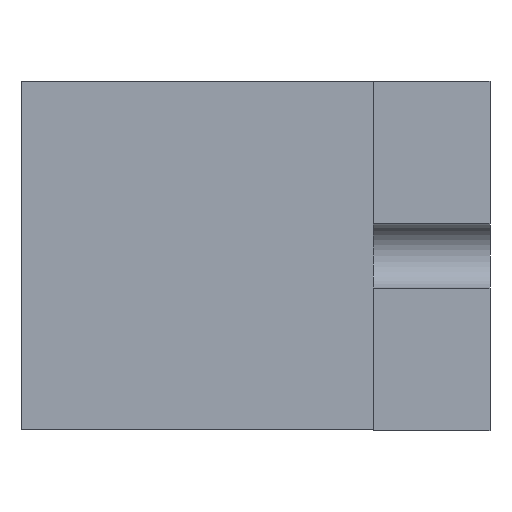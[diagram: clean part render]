
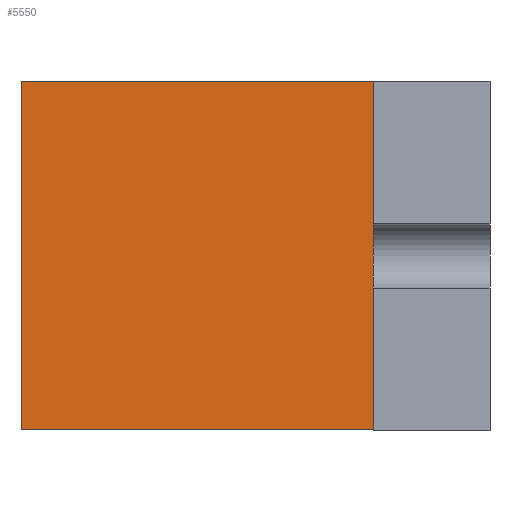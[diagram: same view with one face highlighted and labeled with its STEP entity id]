
A CAD part, left-side view. The second image highlights one B-rep face of the part: STEP entity #5550.
In plain terms, the highlighted planar face has unit normal (-1, 0, 0).
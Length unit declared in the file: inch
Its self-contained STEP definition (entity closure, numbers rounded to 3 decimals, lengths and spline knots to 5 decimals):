
#3146=DIRECTION('',(0.,0.,1.));
#3147=VECTOR('',#3146,2.99);
#3148=CARTESIAN_POINT('',(0.88,4.013,-1.49));
#3149=LINE('',#3148,#3147);
#3640=DIRECTION('',(0.,1.,0.));
#3641=VECTOR('',#3640,3.01);
#3642=CARTESIAN_POINT('',(0.88,1.003,1.5));
#3643=LINE('',#3642,#3641);
#3656=DIRECTION('',(0.,0.,1.));
#3657=VECTOR('',#3656,2.99);
#3658=CARTESIAN_POINT('',(0.88,1.003,-1.49));
#3659=LINE('',#3658,#3657);
#3678=DIRECTION('',(0.,1.,0.));
#3679=VECTOR('',#3678,3.01);
#3680=CARTESIAN_POINT('',(0.88,1.003,-1.49));
#3681=LINE('',#3680,#3679);
#4678=CARTESIAN_POINT('',(0.88,1.003,1.5));
#4680=VERTEX_POINT('',#4678);
#4684=CARTESIAN_POINT('',(0.88,1.003,-1.49));
#4685=VERTEX_POINT('',#4684);
#4686=CARTESIAN_POINT('',(0.88,4.013,1.5));
#4688=VERTEX_POINT('',#4686);
#4692=CARTESIAN_POINT('',(0.88,4.013,-1.49));
#4693=VERTEX_POINT('',#4692);
#5539=CARTESIAN_POINT('',(0.88,1.003,-1.49));
#5540=DIRECTION('',(-1.,0.,0.));
#5541=DIRECTION('',(0.,0.,1.));
#5542=AXIS2_PLACEMENT_3D('',#5539,#5540,#5541);
#5543=PLANE('',#5542);
#5544=ORIENTED_EDGE('',*,*,#5502,.F.);
#5545=ORIENTED_EDGE('',*,*,#5534,.T.);
#5546=ORIENTED_EDGE('',*,*,#5209,.T.);
#5547=ORIENTED_EDGE('',*,*,#5484,.F.);
#5548=EDGE_LOOP('',(#5544,#5545,#5546,#5547));
#5549=FACE_OUTER_BOUND('',#5548,.F.);
#5209=EDGE_CURVE('',#4693,#4688,#3149,.T.);
#5484=EDGE_CURVE('',#4680,#4688,#3643,.T.);
#5502=EDGE_CURVE('',#4685,#4680,#3659,.T.);
#5534=EDGE_CURVE('',#4685,#4693,#3681,.T.);
#5550=ADVANCED_FACE('',(#5549),#5543,.T.);
